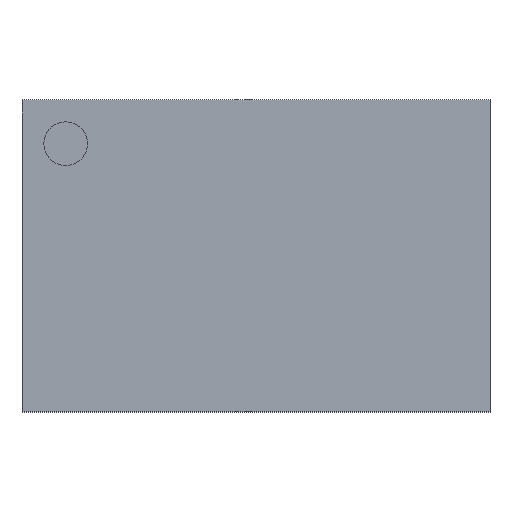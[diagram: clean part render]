
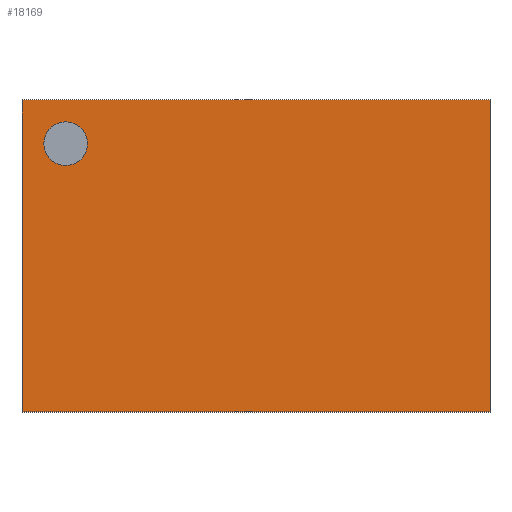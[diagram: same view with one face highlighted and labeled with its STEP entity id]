
A CAD part, top view. The second image highlights one B-rep face of the part: STEP entity #18169.
In plain terms, the highlighted planar face has unit normal (0, 0, 1).
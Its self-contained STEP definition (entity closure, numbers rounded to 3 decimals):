
#18057 = VERTEX_POINT('',#18058);
#18058 = CARTESIAN_POINT('',(7.5,-5.,1.55));
#18064 = EDGE_CURVE('',#18057,#18065,#18067,.T.);
#18065 = VERTEX_POINT('',#18066);
#18066 = CARTESIAN_POINT('',(-7.5,-5.,1.55));
#18067 = LINE('',#18068,#18069);
#18068 = CARTESIAN_POINT('',(7.5,-5.,1.55));
#18069 = VECTOR('',#18070,1.);
#18070 = DIRECTION('',(-1.,0.,0.));
#18097 = VERTEX_POINT('',#18098);
#18098 = CARTESIAN_POINT('',(7.5,5.,1.55));
#18104 = EDGE_CURVE('',#18097,#18057,#18105,.T.);
#18105 = LINE('',#18106,#18107);
#18106 = CARTESIAN_POINT('',(7.5,5.,1.55));
#18107 = VECTOR('',#18108,1.);
#18108 = DIRECTION('',(0.,-1.,0.));
#18126 = EDGE_CURVE('',#18065,#18127,#18129,.T.);
#18127 = VERTEX_POINT('',#18128);
#18128 = CARTESIAN_POINT('',(-7.5,5.,1.55));
#18129 = LINE('',#18130,#18131);
#18130 = CARTESIAN_POINT('',(-7.5,-5.,1.55));
#18131 = VECTOR('',#18132,1.);
#18132 = DIRECTION('',(0.,1.,0.));
#18169 = ADVANCED_FACE('',(#18170,#18181),#18192,.T.);
#18170 = FACE_BOUND('',#18171,.T.);
#18171 = EDGE_LOOP('',(#18172,#18173,#18174,#18180));
#18172 = ORIENTED_EDGE('',*,*,#18064,.F.);
#18173 = ORIENTED_EDGE('',*,*,#18104,.F.);
#18174 = ORIENTED_EDGE('',*,*,#18175,.F.);
#18175 = EDGE_CURVE('',#18127,#18097,#18176,.T.);
#18176 = LINE('',#18177,#18178);
#18177 = CARTESIAN_POINT('',(-7.5,5.,1.55));
#18178 = VECTOR('',#18179,1.);
#18179 = DIRECTION('',(1.,0.,0.));
#18180 = ORIENTED_EDGE('',*,*,#18126,.F.);
#18181 = FACE_BOUND('',#18182,.T.);
#18182 = EDGE_LOOP('',(#18183));
#18183 = ORIENTED_EDGE('',*,*,#18184,.F.);
#18184 = EDGE_CURVE('',#18185,#18185,#18187,.T.);
#18185 = VERTEX_POINT('',#18186);
#18186 = CARTESIAN_POINT('',(-6.8,3.6,1.55));
#18187 = CIRCLE('',#18188,0.7);
#18188 = AXIS2_PLACEMENT_3D('',#18189,#18190,#18191);
#18189 = CARTESIAN_POINT('',(-6.1,3.6,1.55));
#18190 = DIRECTION('',(0.,0.,1.));
#18191 = DIRECTION('',(-1.,0.,0.));
#18192 = PLANE('',#18193);
#18193 = AXIS2_PLACEMENT_3D('',#18194,#18195,#18196);
#18194 = CARTESIAN_POINT('',(0.,0.,1.55));
#18195 = DIRECTION('',(0.,0.,1.));
#18196 = DIRECTION('',(-1.,0.,0.));
